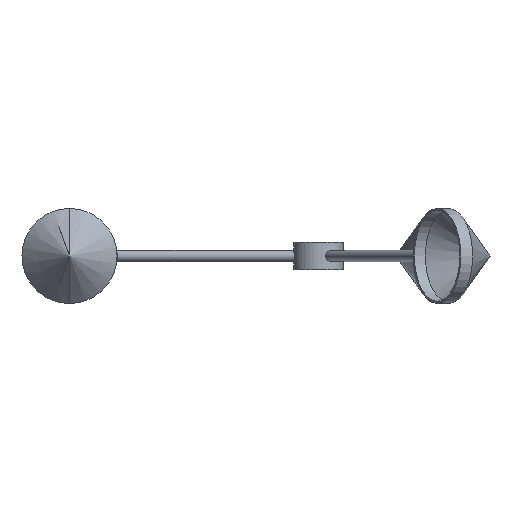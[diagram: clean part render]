
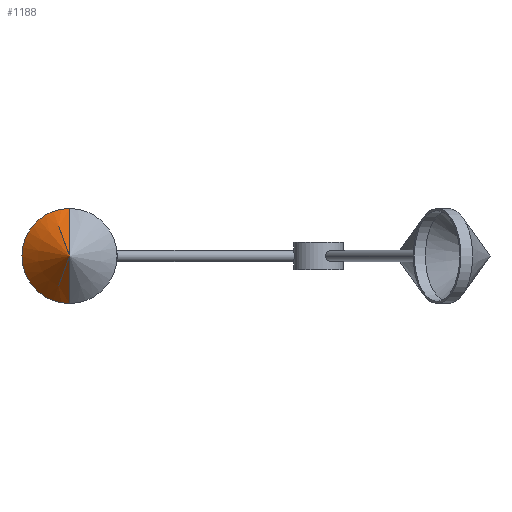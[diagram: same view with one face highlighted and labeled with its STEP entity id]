
A CAD part, front view. The second image highlights one B-rep face of the part: STEP entity #1188.
In plain terms, the highlighted conical face has half-angle 45 degrees and reference radius 1000 mm.
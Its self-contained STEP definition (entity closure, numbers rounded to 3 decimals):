
#90 = AXIS2_PLACEMENT_3D ( 'NONE', #745, #1254, #727 ) ;
#187 = ORIENTED_EDGE ( 'NONE', *, *, #1294, .F. ) ;
#276 = CARTESIAN_POINT ( 'NONE',  ( 0., 19.586, -21. ) ) ;
#376 = ORIENTED_EDGE ( 'NONE', *, *, #817, .T. ) ;
#424 = CARTESIAN_POINT ( 'NONE',  ( 0., -1.414, 0. ) ) ;
#559 = CARTESIAN_POINT ( 'NONE',  ( 0., -1.414, 0. ) ) ;
#570 = EDGE_CURVE ( 'Edge5', #1391, #1331, #703, .T. ) ;
#609 = AXIS2_PLACEMENT_3D ( 'NONE', #1306, #626, #746 ) ;
#626 = DIRECTION ( 'NONE',  ( 0., 1., 0. ) ) ;
#643 = LINE ( 'NONE', #424, #961 ) ;
#659 = CARTESIAN_POINT ( 'NONE',  ( 0., -1.414, 0. ) ) ;
#667 = DIRECTION ( 'NONE',  ( 0., 0.707, 0.707 ) ) ;
#703 = CIRCLE ( 'NONE', #90, 21. ) ;
#719 = CARTESIAN_POINT ( 'NONE',  ( 0., 19.586, 21. ) ) ;
#727 = DIRECTION ( 'NONE',  ( 0., 0., -1. ) ) ;
#745 = CARTESIAN_POINT ( 'NONE',  ( 0., 19.586, 0. ) ) ;
#746 = DIRECTION ( 'NONE',  ( 0., 0., 1. ) ) ;
#786 = ORIENTED_EDGE ( 'NONE', *, *, #570, .T. ) ;
#817 = EDGE_CURVE ( 'NONE', #1274, #1391, #874, .T. ) ;
#856 = FACE_OUTER_BOUND ( 'NONE', #1186, .T. ) ;
#874 = LINE ( 'NONE', #659, #1028 ) ;
#961 = VECTOR ( 'NONE', #1315, 1000. ) ;
#1028 = VECTOR ( 'NONE', #667, 1000. ) ;
#1186 = EDGE_LOOP ( 'NONE', ( #187, #376, #786 ) ) ;
#1188 = ADVANCED_FACE ( 'Face10', ( #856 ), #1239, .T. ) ;
#1239 = CONICAL_SURFACE ( 'NONE', #609, 1000., 0.785 ) ;
#1254 = DIRECTION ( 'NONE',  ( 0., -1., 0. ) ) ;
#1274 = VERTEX_POINT ( 'NONE', #559 ) ;
#1294 = EDGE_CURVE ( 'NONE', #1274, #1331, #643, .T. ) ;
#1306 = CARTESIAN_POINT ( 'NONE',  ( 0., 998.586, 0. ) ) ;
#1315 = DIRECTION ( 'NONE',  ( 0., 0.707, -0.707 ) ) ;
#1331 = VERTEX_POINT ( 'NONE', #276 ) ;
#1391 = VERTEX_POINT ( 'NONE', #719 ) ;
